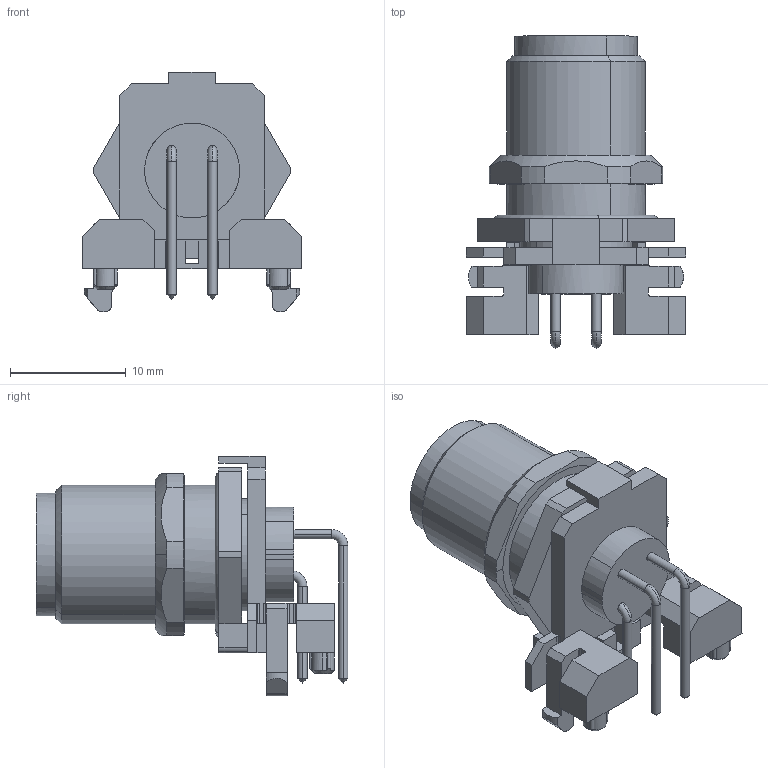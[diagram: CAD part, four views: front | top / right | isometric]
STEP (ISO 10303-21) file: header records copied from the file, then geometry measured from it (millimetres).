
FILE_DESCRIPTION(('CATIA V5 STEP Exchange','CAx-IF Rec.Pracs.--- Model Styling and Organization---1.4--- 2014-01-23'),'2;1');
FILE_NAME ('D1461906_1_2423660000_2423660000.stp','2021-01-03T10:41:19+00:00',('none'),('Weidmueller'),'CATIA Version 5-6 Release 2016 SP3 HF44','CATIA V5 STEP AP214','none');
FILE_SCHEMA(('AUTOMOTIVE_DESIGN { 1 0 10303 214 1 1 1 1 }'));
Length unit declared in the file: millimetre
Products named in the file (1): 2423660000
Bounding box: 19 x 26.96 x 20.7 mm (x, y, z)
Volume: 2471 mm3; surface area: 4222.1 mm2
Topology: 12 solids, 20 shells, 458 faces, 1269 edges, 851 vertices
Faces by surface type: plane 182, cylinder 142, bspline 55, cone 43, torus 36
Entity records: 15601 total; most frequent: CARTESIAN_POINT 4855, ORIENTED_EDGE 2522, DIRECTION 1661, EDGE_CURVE 1261, VERTEX_POINT 851, AXIS2_PLACEMENT_3D 708, VECTOR 575, LINE 575
